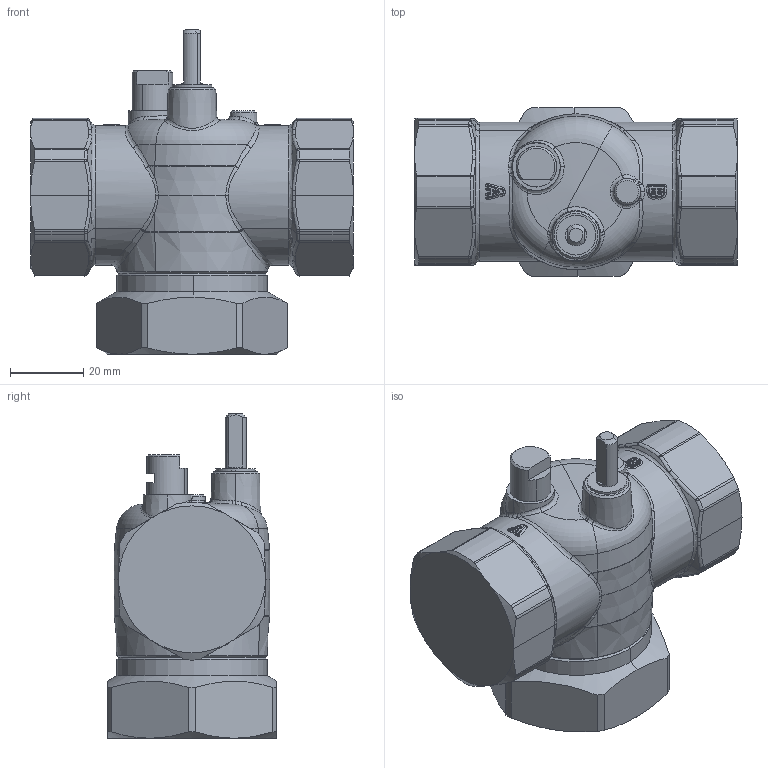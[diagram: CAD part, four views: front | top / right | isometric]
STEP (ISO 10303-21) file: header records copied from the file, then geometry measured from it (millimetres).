
FILE_DESCRIPTION(('CATIA V5 STEP Exchange','CAx-IF Rec.Pracs.--- Model Styling and Organization---1.4--- 2014-01-23','CAx-IF Rec.Pracs.---3D Tessellated Data Validation Properties---0.5---2014-09-14'),'2;1');
FILE_NAME('STEP_Z300617_-_TST.stp','2022-04-06T11:44:03+00:00',('none'),('none'),'CATIA Version 5-6 Release 2019 SP3','CATIA V5 STEP AP242 v1','none');
FILE_SCHEMA(('AP242_MANAGED_MODEL_BASED_3D_ENGINEERING_MIM_LF {1 0 10303 442 1 1 4}'));
Length unit declared in the file: millimetre
Products named in the file (1): Z300617 - TST
Bounding box: 88 x 46 x 88.4 mm (x, y, z)
Volume: 161547.7 mm3; surface area: 20614.5 mm2
Topology: 1 solids, 1 shells, 471 faces, 1119 edges, 641 vertices
Faces by surface type: bspline 237, cylinder 73, cone 72, plane 45, torus 36, sphere 8
Entity records: 25128 total; most frequent: CARTESIAN_POINT 17051, ORIENTED_EDGE 2200, EDGE_CURVE 1100, B_SPLINE_CURVE_WITH_KNOTS 713, DIRECTION 669, VERTEX_POINT 641, EDGE_LOOP 481, ADVANCED_FACE 471
